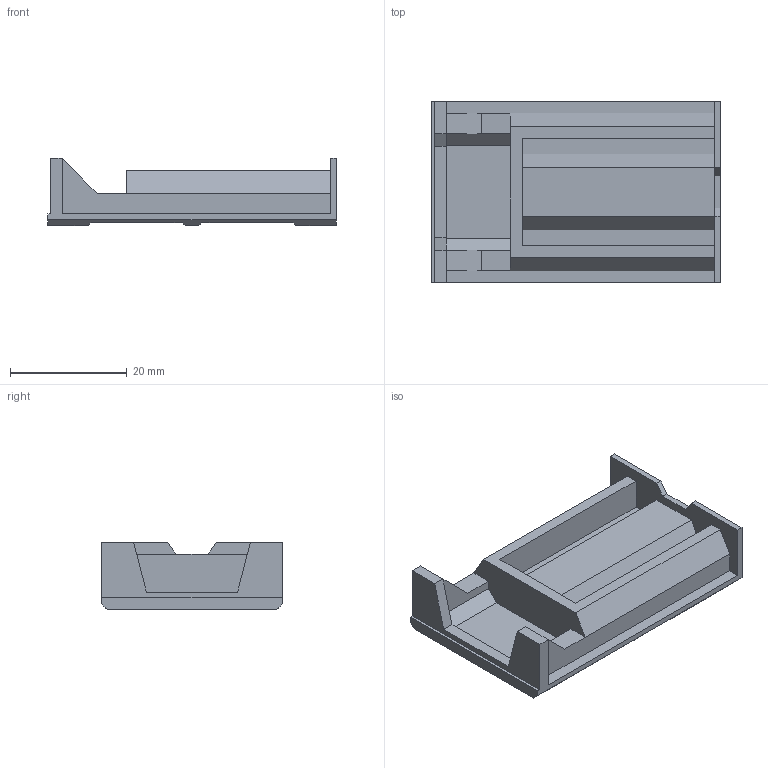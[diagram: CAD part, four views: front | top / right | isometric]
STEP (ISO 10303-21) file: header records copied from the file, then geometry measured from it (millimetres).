
FILE_DESCRIPTION(/* description */ ('Case for Logitech pedal adapter'),/* implementation_level */ '2;1');
FILE_NAME(/* name */ 'pohja',/* time_stamp */ '2020-04-23T17:11:49+03:00',/* author */ ('Kari Suominen'),/* organization */ (''),/* preprocessor_version */ 'ST-DEVELOPER v16.7',/* originating_system */ 'DEX',/* authorisation */ $);
FILE_SCHEMA (('AUTOMOTIVE_DESIGN {1 0 10303 214 3 1 1}'));
Length unit declared in the file: millimetre
Products named in the file (1): pohja
Bounding box: 49.5 x 31 x 11.5 mm (x, y, z)
Volume: 8388.3 mm3; surface area: 5433.1 mm2
Topology: 1 solids, 1 shells, 56 faces, 154 edges, 100 vertices
Faces by surface type: plane 56
Entity records: 1764 total; most frequent: CARTESIAN_POINT 311, ORIENTED_EDGE 308, DIRECTION 268, EDGE_CURVE 154, LINE 154, VECTOR 154, VERTEX_POINT 100, AXIS2_PLACEMENT_3D 57
